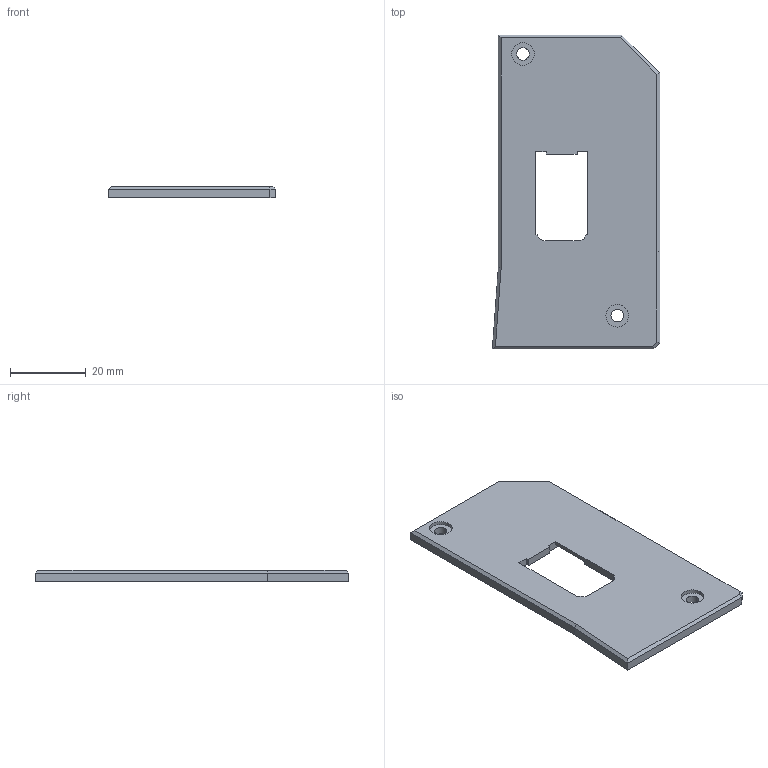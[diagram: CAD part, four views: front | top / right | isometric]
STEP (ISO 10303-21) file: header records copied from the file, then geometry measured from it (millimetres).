
FILE_DESCRIPTION((''),'2;1');
FILE_NAME('SABRE_HOLDER_TOP','2022-03-07T18:43:44',('Dinu'),(''),'CREO PARAMETRIC BY PTC INC, 2021164','CREO PARAMETRIC BY PTC INC, 2021164','');
FILE_SCHEMA(('CONFIG_CONTROL_DESIGN'));
Length unit declared in the file: millimetre
Products named in the file (1): SABRE_HOLDER_TOP
Bounding box: 44.21 x 83 x 3 mm (x, y, z)
Volume: 7003.7 mm3; surface area: 7448.2 mm2
Topology: 1 solids, 1 shells, 74 faces, 201 edges, 131 vertices
Faces by surface type: plane 62, cylinder 10, extrusion 2
Entity records: 2362 total; most frequent: CARTESIAN_POINT 433, ORIENTED_EDGE 402, DIRECTION 363, EDGE_CURVE 201, VECTOR 179, LINE 177, VERTEX_POINT 131, AXIS2_PLACEMENT_3D 92
